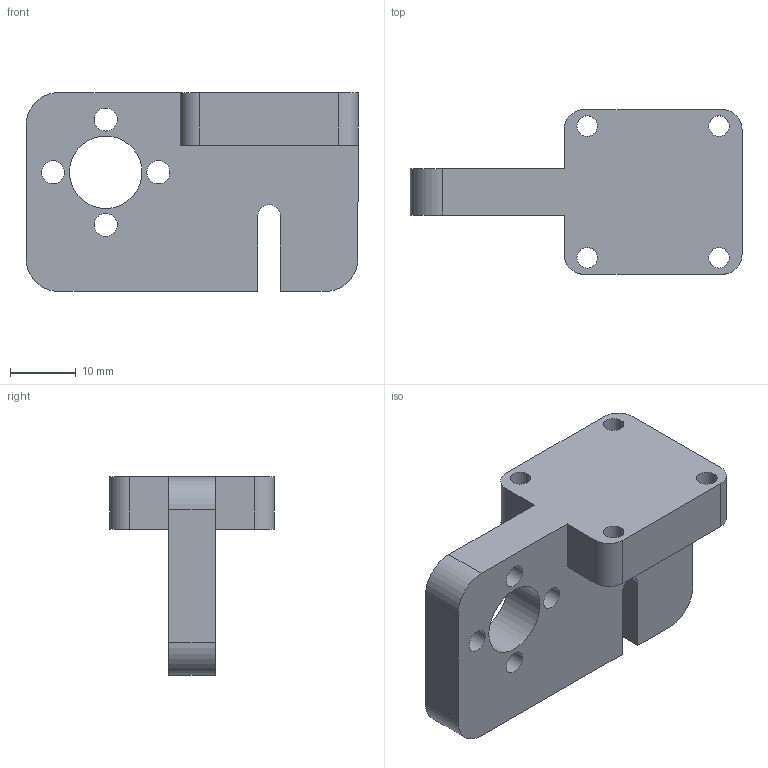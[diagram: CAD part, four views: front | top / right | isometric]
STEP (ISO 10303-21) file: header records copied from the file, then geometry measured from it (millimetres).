
FILE_DESCRIPTION(/* description */ (''),/* implementation_level */ '2;1');
FILE_NAME(/* name */ 'Z Yoke .step',/* time_stamp */ '2020-05-02T21:07:09-05:00',/* author */ (''),/* organization */ (''),/* preprocessor_version */ 'ST-DEVELOPER v18.1',/* originating_system */ 'Autodesk Translation Framework v9.2.0.1227',/* authorisation */ '');
FILE_SCHEMA (('AUTOMOTIVE_DESIGN { 1 0 10303 214 3 1 1 }'));
Length unit declared in the file: millimetre
Products named in the file (2): Frame Standard; Yoke v4(Mirror)
Assembly tree (1 placements, depth 2):
  Frame Standard
    Yoke v4(Mirror)
Bounding box: 50.41 x 25 x 30.2 mm (x, y, z)
Volume: 12884 mm3; surface area: 5922 mm2
Topology: 1 solids, 1 shells, 32 faces, 92 edges, 62 vertices
Faces by surface type: cylinder 17, plane 15
Full cylindrical faces by diameter (mm): 3.125 x4, 3.5 x4, 11 x1
Entity records: 1232 total; most frequent: DIRECTION 196, CARTESIAN_POINT 189, ORIENTED_EDGE 184, EDGE_CURVE 92, AXIS2_PLACEMENT_3D 69, VERTEX_POINT 62, LINE 58, VECTOR 58
